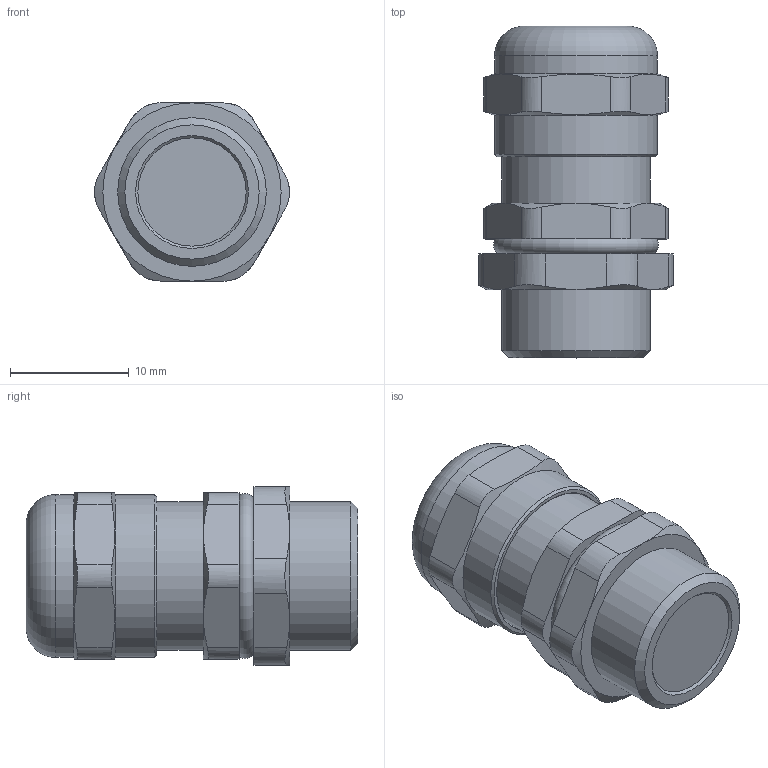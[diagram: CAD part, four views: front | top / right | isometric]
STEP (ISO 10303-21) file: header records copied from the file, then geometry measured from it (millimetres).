
FILE_DESCRIPTION(/* description */ (''),/* implementation_level */ '2;1');
FILE_NAME(/* name */ '',/* time_stamp */ '2024-02-29T11:25:07+07:00',/* author */ ('zeta-09'),/* organization */ (''),/* preprocessor_version */ 'ST-DEVELOPER v19.2',/* originating_system */ 'Autodesk Inventor 2024',/* authorisation */ '');
FILE_SCHEMA (('AUTOMOTIVE_DESIGN { 1 0 10303 214 3 1 1 }'));
Length unit declared in the file: millimetre
Products named in the file (1): Деталь25
Bounding box: 16.39 x 27.91 x 15 mm (x, y, z)
Volume: 4056.7 mm3; surface area: 1694.1 mm2
Topology: 1 solids, 1 shells, 70 faces, 168 edges, 107 vertices
Faces by surface type: plane 27, cylinder 22, cone 18, torus 3
Full cylindrical faces by diameter (mm): 12.5 x2, 13.7 x2
Entity records: 2303 total; most frequent: CARTESIAN_POINT 660, ORIENTED_EDGE 336, DIRECTION 296, EDGE_CURVE 168, AXIS2_PLACEMENT_3D 119, VERTEX_POINT 107, EDGE_LOOP 77, FACE_OUTER_BOUND 70
